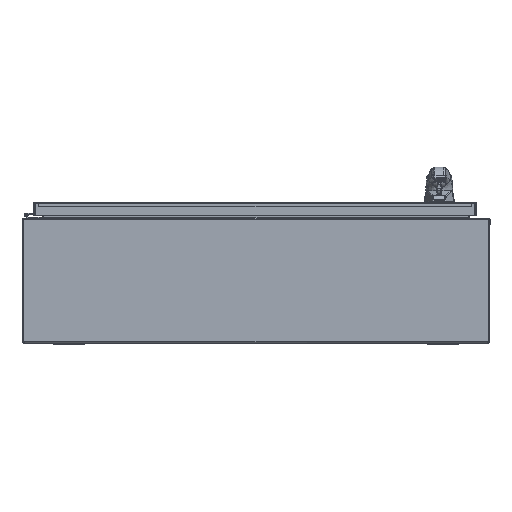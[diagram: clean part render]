
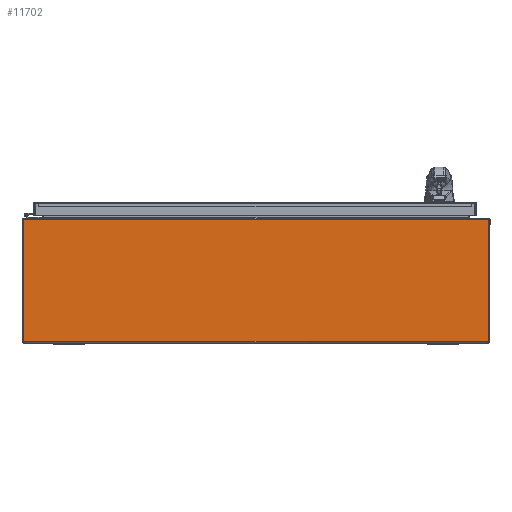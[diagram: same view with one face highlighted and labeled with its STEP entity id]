
A CAD part, front view. The second image highlights one B-rep face of the part: STEP entity #11702.
In plain terms, the highlighted planar face has unit normal (0, -1, 0).
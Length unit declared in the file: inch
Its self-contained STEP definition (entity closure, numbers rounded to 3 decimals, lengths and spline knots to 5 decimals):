
#978 = VERTEX_POINT ( 'NONE', #105251 ) ;
#3383 = DIRECTION ( 'NONE',  ( 0., 0., 1. ) ) ;
#3995 = VECTOR ( 'NONE', #75417, 39.37008 ) ;
#5530 = EDGE_CURVE ( 'NONE', #22497, #48502, #68543, .T. ) ;
#7521 = ORIENTED_EDGE ( 'NONE', *, *, #104975, .T. ) ;
#9481 = ORIENTED_EDGE ( 'NONE', *, *, #5530, .T. ) ;
#11702 = ADVANCED_FACE ( 'NONE', ( #36210 ), #39095, .F. ) ;
#17710 = CARTESIAN_POINT ( 'NONE',  ( 14.963, -15., 7.89475 ) ) ;
#18262 = VERTEX_POINT ( 'NONE', #53632 ) ;
#22497 = VERTEX_POINT ( 'NONE', #36492 ) ;
#23365 = CARTESIAN_POINT ( 'NONE',  ( 14.91495, -15., 7.89475 ) ) ;
#24589 = LINE ( 'NONE', #75515, #67887 ) ;
#24701 = CARTESIAN_POINT ( 'NONE',  ( -14.963, -15., 0.12745 ) ) ;
#24965 = VERTEX_POINT ( 'NONE', #45327 ) ;
#25948 = EDGE_CURVE ( 'NONE', #48502, #18262, #81145, .T. ) ;
#26780 = CARTESIAN_POINT ( 'NONE',  ( 14.93789, -15., 0.06211 ) ) ;
#28303 = LINE ( 'NONE', #112621, #3995 ) ;
#28629 = AXIS2_PLACEMENT_3D ( 'NONE', #26780, #91360, #36071 ) ;
#32108 = VECTOR ( 'NONE', #72145, 39.37008 ) ;
#33439 = EDGE_CURVE ( 'NONE', #95799, #978, #76904, .T. ) ;
#33665 = VECTOR ( 'NONE', #87576, 39.37008 ) ;
#33680 = EDGE_CURVE ( 'NONE', #22497, #24965, #59608, .T. ) ;
#36071 = DIRECTION ( 'NONE',  ( 1., 0., 0. ) ) ;
#36210 = FACE_OUTER_BOUND ( 'NONE', #98648, .T. ) ;
#36492 = CARTESIAN_POINT ( 'NONE',  ( -14.963, -15., 0.12745 ) ) ;
#39095 = PLANE ( 'NONE',  #94281 ) ;
#40273 = ORIENTED_EDGE ( 'NONE', *, *, #107277, .T. ) ;
#40663 = CARTESIAN_POINT ( 'NONE',  ( -14.91495, -15., 7.89475 ) ) ;
#41505 = CARTESIAN_POINT ( 'NONE',  ( -14.88277, -15., 0.10525 ) ) ;
#45327 = CARTESIAN_POINT ( 'NONE',  ( -14.963, -15., 7.89475 ) ) ;
#48502 = VERTEX_POINT ( 'NONE', #41505 ) ;
#53632 = CARTESIAN_POINT ( 'NONE',  ( 14.88277, -15., 0.10525 ) ) ;
#53800 = CARTESIAN_POINT ( 'NONE',  ( 14.963, -15., 7.89475 ) ) ;
#55065 = AXIS2_PLACEMENT_3D ( 'NONE', #108789, #108629, #108380 ) ;
#55075 = CIRCLE ( 'NONE', #28629, 0.07 ) ;
#56912 = DIRECTION ( 'NONE',  ( 1., 0., 0. ) ) ;
#58023 = VERTEX_POINT ( 'NONE', #40663 ) ;
#59608 = LINE ( 'NONE', #24701, #83994 ) ;
#60079 = VECTOR ( 'NONE', #87916, 39.37008 ) ;
#65139 = EDGE_CURVE ( 'NONE', #58023, #24965, #24589, .T. ) ;
#66120 = DIRECTION ( 'NONE',  ( 0., 1., 0. ) ) ;
#66894 = DIRECTION ( 'NONE',  ( -1., 0., 0. ) ) ;
#67887 = VECTOR ( 'NONE', #66894, 39.37008 ) ;
#67897 = EDGE_CURVE ( 'NONE', #99921, #58023, #109393, .T. ) ;
#68543 = CIRCLE ( 'NONE', #55065, 0.07 ) ;
#71904 = CARTESIAN_POINT ( 'NONE',  ( -14.88277, -15., 0.10525 ) ) ;
#72145 = DIRECTION ( 'NONE',  ( 1., 0., 0. ) ) ;
#75303 = CARTESIAN_POINT ( 'NONE',  ( 0., -15., 4.00948 ) ) ;
#75417 = DIRECTION ( 'NONE',  ( -1., 0., 0. ) ) ;
#75515 = CARTESIAN_POINT ( 'NONE',  ( -14.91495, -15., 7.89475 ) ) ;
#76904 = LINE ( 'NONE', #53800, #33665 ) ;
#77240 = ORIENTED_EDGE ( 'NONE', *, *, #65139, .T. ) ;
#81145 = LINE ( 'NONE', #71904, #32108 ) ;
#81573 = ORIENTED_EDGE ( 'NONE', *, *, #67897, .T. ) ;
#83994 = VECTOR ( 'NONE', #3383, 39.37008 ) ;
#87576 = DIRECTION ( 'NONE',  ( 0., 0., -1. ) ) ;
#87916 = DIRECTION ( 'NONE',  ( -1., 0., 0. ) ) ;
#91360 = DIRECTION ( 'NONE',  ( 0., 1., 0. ) ) ;
#94281 = AXIS2_PLACEMENT_3D ( 'NONE', #75303, #66120, #56912 ) ;
#95799 = VERTEX_POINT ( 'NONE', #17710 ) ;
#98648 = EDGE_LOOP ( 'NONE', ( #40273, #81573, #77240, #110523, #9481, #113010, #7521, #104180 ) ) ;
#99921 = VERTEX_POINT ( 'NONE', #110702 ) ;
#104180 = ORIENTED_EDGE ( 'NONE', *, *, #33439, .F. ) ;
#104975 = EDGE_CURVE ( 'NONE', #18262, #978, #55075, .T. ) ;
#105251 = CARTESIAN_POINT ( 'NONE',  ( 14.963, -15., 0.12745 ) ) ;
#107277 = EDGE_CURVE ( 'NONE', #95799, #99921, #28303, .T. ) ;
#108380 = DIRECTION ( 'NONE',  ( 1., 0., 0. ) ) ;
#108629 = DIRECTION ( 'NONE',  ( 0., 1., 0. ) ) ;
#108789 = CARTESIAN_POINT ( 'NONE',  ( -14.93789, -15., 0.06211 ) ) ;
#109393 = LINE ( 'NONE', #23365, #60079 ) ;
#110523 = ORIENTED_EDGE ( 'NONE', *, *, #33680, .F. ) ;
#110702 = CARTESIAN_POINT ( 'NONE',  ( 14.91495, -15., 7.89475 ) ) ;
#112621 = CARTESIAN_POINT ( 'NONE',  ( 14.963, -15., 7.89475 ) ) ;
#113010 = ORIENTED_EDGE ( 'NONE', *, *, #25948, .T. ) ;
